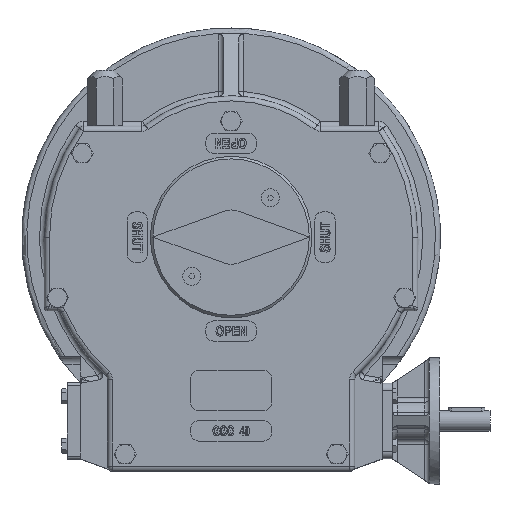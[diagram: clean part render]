
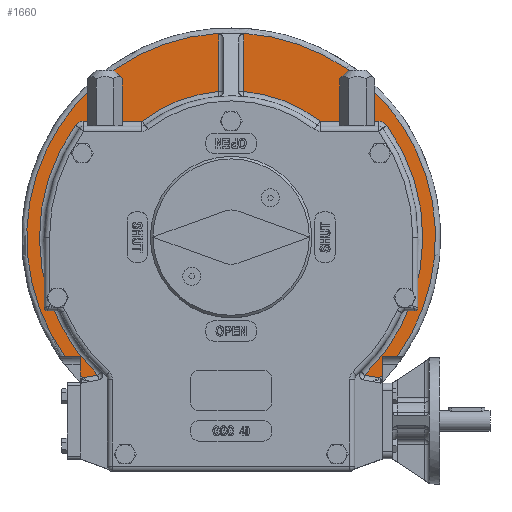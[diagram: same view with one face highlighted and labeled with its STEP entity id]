
A CAD part, top view. The second image highlights one B-rep face of the part: STEP entity #1660.
In plain terms, the highlighted planar face has unit normal (0, 0, 1).
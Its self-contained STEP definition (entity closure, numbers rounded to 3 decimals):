
#1660 = ADVANCED_FACE( '', ( #4842 ), #4843, .F. );
#4842 = FACE_OUTER_BOUND( '', #10013, .T. );
#4843 = PLANE( '', #10014 );
#10013 = EDGE_LOOP( '', ( #18448, #18449, #18450, #18451, #18452, #18453, #18454, #18455, #18456, #18457, #18458, #18459, #18460, #18461, #18462, #18463, #18464, #18465, #18466, #18467 ) );
#10014 = AXIS2_PLACEMENT_3D( '', #18468, #18469, #18470 );
#18448 = ORIENTED_EDGE( '', *, *, #32644, .T. );
#18449 = ORIENTED_EDGE( '', *, *, #32645, .T. );
#18450 = ORIENTED_EDGE( '', *, *, #32646, .T. );
#18451 = ORIENTED_EDGE( '', *, *, #32647, .T. );
#18452 = ORIENTED_EDGE( '', *, *, #32648, .T. );
#18453 = ORIENTED_EDGE( '', *, *, #32649, .T. );
#18454 = ORIENTED_EDGE( '', *, *, #32650, .T. );
#18455 = ORIENTED_EDGE( '', *, *, #32651, .T. );
#18456 = ORIENTED_EDGE( '', *, *, #32652, .F. );
#18457 = ORIENTED_EDGE( '', *, *, #32653, .T. );
#18458 = ORIENTED_EDGE( '', *, *, #32654, .T. );
#18459 = ORIENTED_EDGE( '', *, *, #32458, .T. );
#18460 = ORIENTED_EDGE( '', *, *, #32655, .F. );
#18461 = ORIENTED_EDGE( '', *, *, #32656, .T. );
#18462 = ORIENTED_EDGE( '', *, *, #32657, .T. );
#18463 = ORIENTED_EDGE( '', *, *, #32658, .T. );
#18464 = ORIENTED_EDGE( '', *, *, #32659, .F. );
#18465 = ORIENTED_EDGE( '', *, *, #32660, .T. );
#18466 = ORIENTED_EDGE( '', *, *, #32661, .T. );
#18467 = ORIENTED_EDGE( '', *, *, #32662, .T. );
#18468 = CARTESIAN_POINT( '', ( 0., 0., 35. ) );
#18469 = DIRECTION( '', ( 0., 0., -1. ) );
#18470 = DIRECTION( '', ( -1., 0., 0. ) );
#32458 = EDGE_CURVE( '', #37871, #37868, #37872, .F. );
#32644 = EDGE_CURVE( '', #38212, #38213, #38214, .T. );
#32645 = EDGE_CURVE( '', #38213, #38215, #38216, .T. );
#32646 = EDGE_CURVE( '', #38215, #38217, #38218, .F. );
#32647 = EDGE_CURVE( '', #38217, #38219, #38220, .T. );
#32648 = EDGE_CURVE( '', #38219, #38221, #38222, .T. );
#32649 = EDGE_CURVE( '', #38221, #38223, #38224, .F. );
#32650 = EDGE_CURVE( '', #38223, #38225, #38226, .F. );
#32651 = EDGE_CURVE( '', #38225, #38227, #38228, .T. );
#32652 = EDGE_CURVE( '', #38229, #38227, #38230, .F. );
#32653 = EDGE_CURVE( '', #38229, #38231, #38232, .T. );
#32654 = EDGE_CURVE( '', #38231, #37871, #38233, .T. );
#32655 = EDGE_CURVE( '', #38234, #37868, #38235, .T. );
#32656 = EDGE_CURVE( '', #38234, #38236, #38237, .T. );
#32657 = EDGE_CURVE( '', #38236, #38238, #38239, .T. );
#32658 = EDGE_CURVE( '', #38238, #38240, #38241, .T. );
#32659 = EDGE_CURVE( '', #38242, #38240, #38243, .F. );
#32660 = EDGE_CURVE( '', #38242, #38244, #38245, .T. );
#32661 = EDGE_CURVE( '', #38244, #38246, #38247, .F. );
#32662 = EDGE_CURVE( '', #38246, #38212, #38248, .F. );
#37868 = VERTEX_POINT( '', #45749 );
#37871 = VERTEX_POINT( '', #45752 );
#37872 = LINE( '', #45753, #45754 );
#38212 = VERTEX_POINT( '', #46736 );
#38213 = VERTEX_POINT( '', #46737 );
#38214 = LINE( '', #46738, #46739 );
#38215 = VERTEX_POINT( '', #46740 );
#38216 = LINE( '', #46741, #46742 );
#38217 = VERTEX_POINT( '', #46743 );
#38218 = CIRCLE( '', #46744, 202.5 );
#38219 = VERTEX_POINT( '', #46745 );
#38220 = LINE( '', #46746, #46747 );
#38221 = VERTEX_POINT( '', #46748 );
#38222 = LINE( '', #46749, #46750 );
#38223 = VERTEX_POINT( '', #46751 );
#38224 = CIRCLE( '', #46752, 202.5 );
#38225 = VERTEX_POINT( '', #46753 );
#38226 = LINE( '', #46754, #46755 );
#38227 = VERTEX_POINT( '', #46756 );
#38228 = CIRCLE( '', #46757, 190. );
#38229 = VERTEX_POINT( '', #46758 );
#38230 = CIRCLE( '', #46759, 10. );
#38231 = VERTEX_POINT( '', #46760 );
#38232 = LINE( '', #46761, #46762 );
#38233 = CIRCLE( '', #46763, 145. );
#38234 = VERTEX_POINT( '', #46764 );
#38235 = LINE( '', #46765, #46766 );
#38236 = VERTEX_POINT( '', #46767 );
#38237 = LINE( '', #46768, #46769 );
#38238 = VERTEX_POINT( '', #46770 );
#38239 = CIRCLE( '', #46771, 145. );
#38240 = VERTEX_POINT( '', #46772 );
#38241 = LINE( '', #46773, #46774 );
#38242 = VERTEX_POINT( '', #46775 );
#38243 = CIRCLE( '', #46776, 10. );
#38244 = VERTEX_POINT( '', #46777 );
#38245 = CIRCLE( '', #46778, 190. );
#38246 = VERTEX_POINT( '', #46779 );
#38247 = LINE( '', #46780, #46781 );
#38248 = CIRCLE( '', #46782, 202.5 );
#45749 = CARTESIAN_POINT( '', ( -12.5, 201.5, 35. ) );
#45752 = CARTESIAN_POINT( '', ( -12.5, 144.46, 35. ) );
#45753 = CARTESIAN_POINT( '', ( -12.5, 201.5, 35. ) );
#45754 = VECTOR( '', #63064, 1000. );
#46736 = CARTESIAN_POINT( '', ( 149.5, -136.587, 35. ) );
#46737 = CARTESIAN_POINT( '', ( 149.5, -118., 35. ) );
#46738 = CARTESIAN_POINT( '', ( 149.5, 0., 35. ) );
#46739 = VECTOR( '', #63252, 1000. );
#46740 = CARTESIAN_POINT( '', ( 164.567, -118., 35. ) );
#46741 = CARTESIAN_POINT( '', ( 0., -118., 35. ) );
#46742 = VECTOR( '', #63253, 1000. );
#46743 = CARTESIAN_POINT( '', ( -164.567, -118., 35. ) );
#46744 = AXIS2_PLACEMENT_3D( '', #63254, #63255, #63256 );
#46745 = CARTESIAN_POINT( '', ( -149.5, -118., 35. ) );
#46746 = CARTESIAN_POINT( '', ( 0., -118., 35. ) );
#46747 = VECTOR( '', #63257, 1000. );
#46748 = CARTESIAN_POINT( '', ( -149.5, -136.587, 35. ) );
#46749 = CARTESIAN_POINT( '', ( -149.5, 0., 35. ) );
#46750 = VECTOR( '', #63258, 1000. );
#46751 = CARTESIAN_POINT( '', ( -147.058, -139.213, 35. ) );
#46752 = AXIS2_PLACEMENT_3D( '', #63259, #63260, #63261 );
#46753 = CARTESIAN_POINT( '', ( -132.089, -136.574, 35. ) );
#46754 = CARTESIAN_POINT( '', ( -122.105, -134.813, 35. ) );
#46755 = VECTOR( '', #63262, 1000. );
#46756 = CARTESIAN_POINT( '', ( -154.324, 110.833, 35. ) );
#46757 = AXIS2_PLACEMENT_3D( '', #63263, #63264, #63265 );
#46758 = CARTESIAN_POINT( '', ( -146.202, 115., 35. ) );
#46759 = AXIS2_PLACEMENT_3D( '', #63266, #63267, #63268 );
#46760 = CARTESIAN_POINT( '', ( -88.318, 115., 35. ) );
#46761 = CARTESIAN_POINT( '', ( 0., 115., 35. ) );
#46762 = VECTOR( '', #63269, 1000. );
#46763 = AXIS2_PLACEMENT_3D( '', #63270, #63271, #63272 );
#46764 = CARTESIAN_POINT( '', ( 12.5, 201.5, 35. ) );
#46765 = CARTESIAN_POINT( '', ( 0., 201.5, 35. ) );
#46766 = VECTOR( '', #63273, 1000. );
#46767 = CARTESIAN_POINT( '', ( 12.5, 144.46, 35. ) );
#46768 = CARTESIAN_POINT( '', ( 12.5, 0., 35. ) );
#46769 = VECTOR( '', #63274, 1000. );
#46770 = CARTESIAN_POINT( '', ( 88.318, 115., 35. ) );
#46771 = AXIS2_PLACEMENT_3D( '', #63275, #63276, #63277 );
#46772 = CARTESIAN_POINT( '', ( 146.202, 115., 35. ) );
#46773 = CARTESIAN_POINT( '', ( 0., 115., 35. ) );
#46774 = VECTOR( '', #63278, 1000. );
#46775 = CARTESIAN_POINT( '', ( 154.324, 110.833, 35. ) );
#46776 = AXIS2_PLACEMENT_3D( '', #63279, #63280, #63281 );
#46777 = CARTESIAN_POINT( '', ( 132.089, -136.574, 35. ) );
#46778 = AXIS2_PLACEMENT_3D( '', #63282, #63283, #63284 );
#46779 = CARTESIAN_POINT( '', ( 147.058, -139.213, 35. ) );
#46780 = CARTESIAN_POINT( '', ( 149.686, -139.677, 35. ) );
#46781 = VECTOR( '', #63285, 1000. );
#46782 = AXIS2_PLACEMENT_3D( '', #63286, #63287, #63288 );
#63064 = DIRECTION( '', ( 0., -1., 0. ) );
#63252 = DIRECTION( '', ( 0., 1., 0. ) );
#63253 = DIRECTION( '', ( 1., 0., 0. ) );
#63254 = CARTESIAN_POINT( '', ( 0., 0., 35. ) );
#63255 = DIRECTION( '', ( 0., 0., -1. ) );
#63256 = DIRECTION( '', ( -1., 0., 0. ) );
#63257 = DIRECTION( '', ( 1., 0., 0. ) );
#63258 = DIRECTION( '', ( 0., -1., 0. ) );
#63259 = CARTESIAN_POINT( '', ( 0., 0., 35. ) );
#63260 = DIRECTION( '', ( 0., 0., -1. ) );
#63261 = DIRECTION( '', ( -1., 0., 0. ) );
#63262 = DIRECTION( '', ( -0.985, -0.174, 0. ) );
#63263 = CARTESIAN_POINT( '', ( 0., 0., 35. ) );
#63264 = DIRECTION( '', ( 0., 0., -1. ) );
#63265 = DIRECTION( '', ( -1., 0., 0. ) );
#63266 = CARTESIAN_POINT( '', ( -146.202, 105., 35. ) );
#63267 = DIRECTION( '', ( 0., 0., -1. ) );
#63268 = DIRECTION( '', ( -1., 0., 0. ) );
#63269 = DIRECTION( '', ( 1., 0., 0. ) );
#63270 = CARTESIAN_POINT( '', ( 0., 0., 35. ) );
#63271 = DIRECTION( '', ( 0., 0., -1. ) );
#63272 = DIRECTION( '', ( -1., 0., 0. ) );
#63273 = DIRECTION( '', ( -1., 0., 0. ) );
#63274 = DIRECTION( '', ( 0., -1., 0. ) );
#63275 = CARTESIAN_POINT( '', ( 0., 0., 35. ) );
#63276 = DIRECTION( '', ( 0., 0., -1. ) );
#63277 = DIRECTION( '', ( -1., 0., 0. ) );
#63278 = DIRECTION( '', ( 1., 0., 0. ) );
#63279 = CARTESIAN_POINT( '', ( 146.202, 105., 35. ) );
#63280 = DIRECTION( '', ( 0., 0., -1. ) );
#63281 = DIRECTION( '', ( -1., 0., 0. ) );
#63282 = CARTESIAN_POINT( '', ( 0., 0., 35. ) );
#63283 = DIRECTION( '', ( 0., 0., -1. ) );
#63284 = DIRECTION( '', ( -1., 0., 0. ) );
#63285 = DIRECTION( '', ( -0.985, 0.174, 0. ) );
#63286 = CARTESIAN_POINT( '', ( 0., 0., 35. ) );
#63287 = DIRECTION( '', ( 0., 0., -1. ) );
#63288 = DIRECTION( '', ( -1., 0., 0. ) );
